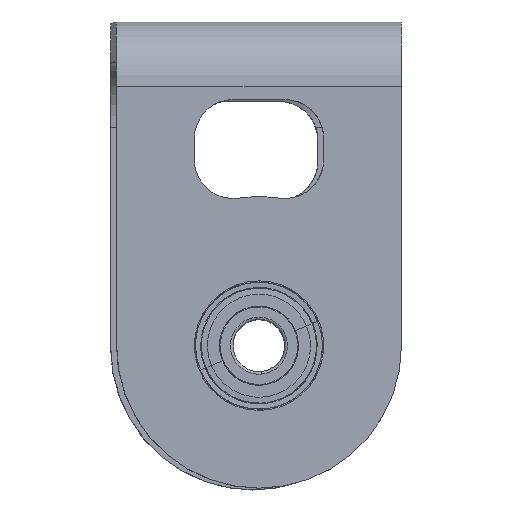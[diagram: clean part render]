
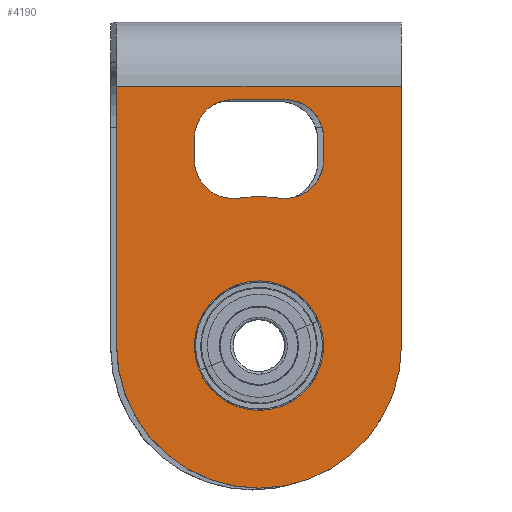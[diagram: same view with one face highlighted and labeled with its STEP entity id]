
A CAD part, top view. The second image highlights one B-rep face of the part: STEP entity #4190.
In plain terms, the highlighted planar face has unit normal (0.006, 0, 1).
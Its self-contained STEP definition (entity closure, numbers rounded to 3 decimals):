
#69 = CARTESIAN_POINT ( 'NONE',  ( -20.132, -94.25, 23.168 ) ) ;
#73 = EDGE_CURVE ( 'NONE', #5725, #5189, #2900, .T. ) ;
#81 = LINE ( 'NONE', #3695, #1136 ) ;
#130 = ORIENTED_EDGE ( 'NONE', *, *, #791, .T. ) ;
#140 = CARTESIAN_POINT ( 'NONE',  ( -15.132, -94.25, 23.14 ) ) ;
#171 = AXIS2_PLACEMENT_3D ( 'NONE', #2235, #5026, #2204 ) ;
#192 = DIRECTION ( 'NONE',  ( -0.006, 0., -1. ) ) ;
#239 = ORIENTED_EDGE ( 'NONE', *, *, #3971, .T. ) ;
#289 = LINE ( 'NONE', #1346, #1269 ) ;
#406 = CARTESIAN_POINT ( 'NONE',  ( -26.132, -105.25, 23.202 ) ) ;
#419 = AXIS2_PLACEMENT_3D ( 'NONE', #5429, #1264, #4550 ) ;
#491 = LINE ( 'NONE', #2879, #1051 ) ;
#550 = DIRECTION ( 'NONE',  ( -1., 0., 0.006 ) ) ;
#573 = CARTESIAN_POINT ( 'NONE',  ( -15.132, -94.25, 23.14 ) ) ;
#668 = ORIENTED_EDGE ( 'NONE', *, *, #2068, .T. ) ;
#749 = CIRCLE ( 'NONE', #4341, 3. ) ;
#768 = VERTEX_POINT ( 'NONE', #69 ) ;
#791 = EDGE_CURVE ( 'NONE', #3527, #1577, #749, .T. ) ;
#860 = CIRCLE ( 'NONE', #3200, 3. ) ;
#923 = DIRECTION ( 'NONE',  ( 0., -1., 0. ) ) ;
#962 = DIRECTION ( 'NONE',  ( -1., 0., 0.006 ) ) ;
#1051 = VECTOR ( 'NONE', #5139, 1000. ) ;
#1093 = CIRCLE ( 'NONE', #4493, 11. ) ;
#1096 = CARTESIAN_POINT ( 'NONE',  ( -15.132, -94.25, 23.14 ) ) ;
#1113 = CARTESIAN_POINT ( 'NONE',  ( -15.132, -105.25, 23.14 ) ) ;
#1136 = VECTOR ( 'NONE', #4276, 1000. ) ;
#1174 = EDGE_LOOP ( 'NONE', ( #5033, #1236 ) ) ;
#1236 = ORIENTED_EDGE ( 'NONE', *, *, #3364, .F. ) ;
#1264 = DIRECTION ( 'NONE',  ( -0.006, 0., -1. ) ) ;
#1269 = VECTOR ( 'NONE', #4568, 1000. ) ;
#1289 = CARTESIAN_POINT ( 'NONE',  ( -17.132, -78.25, 23.151 ) ) ;
#1346 = CARTESIAN_POINT ( 'NONE',  ( -10.132, -75.25, 23.111 ) ) ;
#1410 = EDGE_LOOP ( 'NONE', ( #2303, #239, #4771, #4031, #668 ) ) ;
#1422 = ORIENTED_EDGE ( 'NONE', *, *, #5032, .T. ) ;
#1436 = CARTESIAN_POINT ( 'NONE',  ( -15.132, -94.25, 23.14 ) ) ;
#1495 = DIRECTION ( 'NONE',  ( 0., 1., 0. ) ) ;
#1577 = VERTEX_POINT ( 'NONE', #4484 ) ;
#1596 = AXIS2_PLACEMENT_3D ( 'NONE', #1096, #2964, #5288 ) ;
#1657 = ORIENTED_EDGE ( 'NONE', *, *, #1700, .F. ) ;
#1669 = CIRCLE ( 'NONE', #4391, 5. ) ;
#1700 = EDGE_CURVE ( 'NONE', #4738, #5189, #81, .T. ) ;
#1727 = FACE_BOUND ( 'NONE', #2064, .T. ) ;
#1735 = DIRECTION ( 'NONE',  ( -1., 0., 0.006 ) ) ;
#1738 = CARTESIAN_POINT ( 'NONE',  ( -13.546, -82.86, 23.131 ) ) ;
#1751 = FACE_BOUND ( 'NONE', #1174, .T. ) ;
#1757 = CIRCLE ( 'NONE', #3323, 5. ) ;
#1780 = EDGE_CURVE ( 'NONE', #3527, #1976, #3771, .T. ) ;
#1781 = DIRECTION ( 'NONE',  ( -1., 0., 0.006 ) ) ;
#1963 = CARTESIAN_POINT ( 'NONE',  ( -20.132, -83.894, 23.168 ) ) ;
#1976 = VERTEX_POINT ( 'NONE', #1738 ) ;
#1983 = CARTESIAN_POINT ( 'NONE',  ( -17.132, -79.889, 23.151 ) ) ;
#2027 = VECTOR ( 'NONE', #1495, 1000. ) ;
#2035 = DIRECTION ( 'NONE',  ( 0.006, 0., 1. ) ) ;
#2045 = VERTEX_POINT ( 'NONE', #4596 ) ;
#2063 = DIRECTION ( 'NONE',  ( -1., 0., 0.006 ) ) ;
#2064 = EDGE_LOOP ( 'NONE', ( #1657, #3645, #5951, #130, #3402, #1422, #2648, #3668 ) ) ;
#2068 = EDGE_CURVE ( 'NONE', #4203, #4189, #491, .T. ) ;
#2121 = AXIS2_PLACEMENT_3D ( 'NONE', #140, #3849, #3907 ) ;
#2166 = CARTESIAN_POINT ( 'NONE',  ( -13.132, -79.889, 23.128 ) ) ;
#2204 = DIRECTION ( 'NONE',  ( -1., 0., 0.006 ) ) ;
#2210 = EDGE_CURVE ( 'NONE', #2576, #4203, #5237, .T. ) ;
#2235 = CARTESIAN_POINT ( 'NONE',  ( -13.132, -78.25, 23.128 ) ) ;
#2299 = EDGE_CURVE ( 'NONE', #3332, #2576, #4230, .T. ) ;
#2303 = ORIENTED_EDGE ( 'NONE', *, *, #5340, .F. ) ;
#2576 = VERTEX_POINT ( 'NONE', #4752 ) ;
#2648 = ORIENTED_EDGE ( 'NONE', *, *, #5366, .F. ) ;
#2879 = CARTESIAN_POINT ( 'NONE',  ( -26.132, -74.25, 23.202 ) ) ;
#2900 = CIRCLE ( 'NONE', #171, 3. ) ;
#2961 = EDGE_CURVE ( 'NONE', #3898, #1577, #5181, .T. ) ;
#2964 = DIRECTION ( 'NONE',  ( 0.006, 0., 1. ) ) ;
#3200 = AXIS2_PLACEMENT_3D ( 'NONE', #2166, #5379, #1735 ) ;
#3221 = AXIS2_PLACEMENT_3D ( 'NONE', #1289, #4491, #1781 ) ;
#3230 = CARTESIAN_POINT ( 'NONE',  ( -20.132, -78.25, 23.168 ) ) ;
#3277 = CARTESIAN_POINT ( 'NONE',  ( -17.132, -75.25, 23.151 ) ) ;
#3298 = DIRECTION ( 'NONE',  ( 0.006, 0., 1. ) ) ;
#3323 = AXIS2_PLACEMENT_3D ( 'NONE', #3732, #4770, #962 ) ;
#3332 = VERTEX_POINT ( 'NONE', #1113 ) ;
#3364 = EDGE_CURVE ( 'NONE', #4778, #768, #1669, .T. ) ;
#3402 = ORIENTED_EDGE ( 'NONE', *, *, #2961, .F. ) ;
#3513 = CARTESIAN_POINT ( 'NONE',  ( -10.132, -78.25, 23.111 ) ) ;
#3521 = CARTESIAN_POINT ( 'NONE',  ( -16.718, -82.86, 23.149 ) ) ;
#3527 = VERTEX_POINT ( 'NONE', #3521 ) ;
#3541 = DIRECTION ( 'NONE',  ( 0., 1., 0. ) ) ;
#3585 = FACE_OUTER_BOUND ( 'NONE', #1410, .T. ) ;
#3587 = CARTESIAN_POINT ( 'NONE',  ( -10.132, -94.25, 23.111 ) ) ;
#3645 = ORIENTED_EDGE ( 'NONE', *, *, #5750, .T. ) ;
#3668 = ORIENTED_EDGE ( 'NONE', *, *, #73, .T. ) ;
#3695 = CARTESIAN_POINT ( 'NONE',  ( -10.132, -83.894, 23.111 ) ) ;
#3732 = CARTESIAN_POINT ( 'NONE',  ( -15.132, -94.25, 23.14 ) ) ;
#3771 = CIRCLE ( 'NONE', #2121, 11.5 ) ;
#3849 = DIRECTION ( 'NONE',  ( -0.006, 0., -1. ) ) ;
#3898 = VERTEX_POINT ( 'NONE', #3230 ) ;
#3907 = DIRECTION ( 'NONE',  ( -1., 0., 0.006 ) ) ;
#3971 = EDGE_CURVE ( 'NONE', #2045, #3332, #1093, .T. ) ;
#4031 = ORIENTED_EDGE ( 'NONE', *, *, #2210, .T. ) ;
#4089 = PLANE ( 'NONE',  #419 ) ;
#4189 = VERTEX_POINT ( 'NONE', #5876 ) ;
#4190 = ADVANCED_FACE ( 'NONE', ( #1751, #1727, #3585 ), #4089, .F. ) ;
#4203 = VERTEX_POINT ( 'NONE', #5934 ) ;
#4230 = CIRCLE ( 'NONE', #1596, 11. ) ;
#4276 = DIRECTION ( 'NONE',  ( 0., 1., 0. ) ) ;
#4341 = AXIS2_PLACEMENT_3D ( 'NONE', #1983, #192, #550 ) ;
#4391 = AXIS2_PLACEMENT_3D ( 'NONE', #573, #2035, #2063 ) ;
#4484 = CARTESIAN_POINT ( 'NONE',  ( -20.132, -79.889, 23.168 ) ) ;
#4491 = DIRECTION ( 'NONE',  ( -0.006, 0., -1. ) ) ;
#4493 = AXIS2_PLACEMENT_3D ( 'NONE', #1436, #3298, #4697 ) ;
#4520 = CARTESIAN_POINT ( 'NONE',  ( -10.132, -79.889, 23.111 ) ) ;
#4550 = DIRECTION ( 'NONE',  ( -1., 0., 0.006 ) ) ;
#4568 = DIRECTION ( 'NONE',  ( -1., 0., 0.006 ) ) ;
#4596 = CARTESIAN_POINT ( 'NONE',  ( -26.132, -94.25, 23.202 ) ) ;
#4697 = DIRECTION ( 'NONE',  ( -1., 0., 0.006 ) ) ;
#4738 = VERTEX_POINT ( 'NONE', #4520 ) ;
#4752 = CARTESIAN_POINT ( 'NONE',  ( -4.132, -94.25, 23.077 ) ) ;
#4770 = DIRECTION ( 'NONE',  ( 0.006, 0., 1. ) ) ;
#4771 = ORIENTED_EDGE ( 'NONE', *, *, #2299, .T. ) ;
#4778 = VERTEX_POINT ( 'NONE', #3587 ) ;
#4808 = CARTESIAN_POINT ( 'NONE',  ( -4.132, -105.25, 23.077 ) ) ;
#5026 = DIRECTION ( 'NONE',  ( -0.006, 0., -1. ) ) ;
#5032 = EDGE_CURVE ( 'NONE', #3898, #5175, #5537, .T. ) ;
#5033 = ORIENTED_EDGE ( 'NONE', *, *, #5098, .F. ) ;
#5098 = EDGE_CURVE ( 'NONE', #768, #4778, #1757, .T. ) ;
#5099 = VECTOR ( 'NONE', #923, 1000. ) ;
#5139 = DIRECTION ( 'NONE',  ( -1., 0., 0.006 ) ) ;
#5175 = VERTEX_POINT ( 'NONE', #3277 ) ;
#5181 = LINE ( 'NONE', #1963, #5099 ) ;
#5189 = VERTEX_POINT ( 'NONE', #3513 ) ;
#5237 = LINE ( 'NONE', #4808, #2027 ) ;
#5288 = DIRECTION ( 'NONE',  ( -1., 0., 0.006 ) ) ;
#5340 = EDGE_CURVE ( 'NONE', #2045, #4189, #5837, .T. ) ;
#5351 = CARTESIAN_POINT ( 'NONE',  ( -13.132, -75.25, 23.128 ) ) ;
#5366 = EDGE_CURVE ( 'NONE', #5725, #5175, #289, .T. ) ;
#5379 = DIRECTION ( 'NONE',  ( -0.006, 0., -1. ) ) ;
#5429 = CARTESIAN_POINT ( 'NONE',  ( -15.132, -105.25, 23.14 ) ) ;
#5537 = CIRCLE ( 'NONE', #3221, 3. ) ;
#5725 = VERTEX_POINT ( 'NONE', #5351 ) ;
#5750 = EDGE_CURVE ( 'NONE', #4738, #1976, #860, .T. ) ;
#5837 = LINE ( 'NONE', #406, #5918 ) ;
#5876 = CARTESIAN_POINT ( 'NONE',  ( -26.132, -74.25, 23.202 ) ) ;
#5918 = VECTOR ( 'NONE', #3541, 1000. ) ;
#5934 = CARTESIAN_POINT ( 'NONE',  ( -4.132, -74.25, 23.077 ) ) ;
#5951 = ORIENTED_EDGE ( 'NONE', *, *, #1780, .F. ) ;
